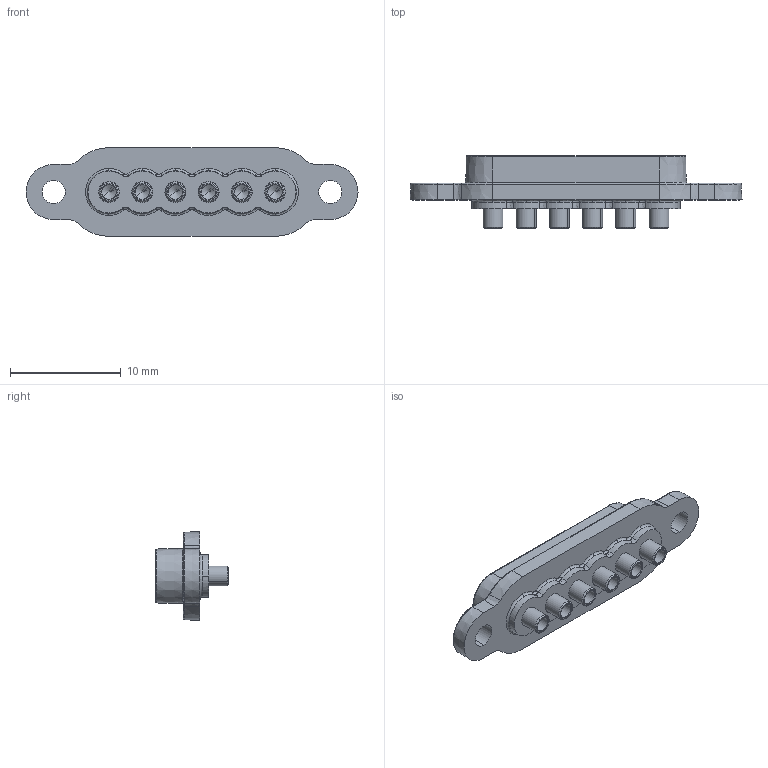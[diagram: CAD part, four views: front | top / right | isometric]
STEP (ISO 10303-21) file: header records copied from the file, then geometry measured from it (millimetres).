
FILE_DESCRIPTION (( 'STEP AP214' ), '1' );
FILE_NAME ('UEBK-30269.STEP', '2020-08-12T09:50:26', ( '' ), ( '' ), 'SwSTEP 2.0', 'SolidWorks 2020', '' );
FILE_SCHEMA (( 'AUTOMOTIVE_DESIGN' ));
Length unit declared in the file: millimetre
Products named in the file (3): UEBK-30269; Gehäuse-30269; Pin-30269
Assembly tree (7 placements, depth 2):
  UEBK-30269
    Gehäuse-30269
    Pin-30269  x6
Bounding box: 30 x 6.56 x 8 mm (x, y, z)
Volume: 581.9 mm3; surface area: 1093.1 mm2
Topology: 7 solids, 7 shells, 311 faces, 679 edges, 396 vertices
Faces by surface type: cone 127, cylinder 74, bspline 56, plane 42, torus 12
Entity records: 6537 total; most frequent: CARTESIAN_POINT 2059, ORIENTED_EDGE 874, DIRECTION 861, EDGE_CURVE 437, AXIS2_PLACEMENT_3D 373, VERTEX_POINT 261, CIRCLE 228, EDGE_LOOP 218
